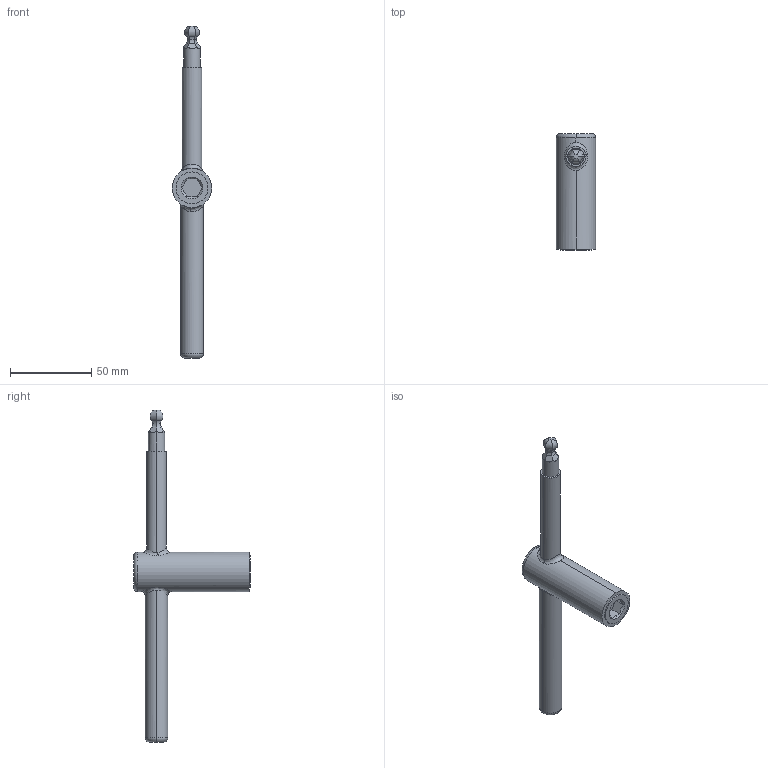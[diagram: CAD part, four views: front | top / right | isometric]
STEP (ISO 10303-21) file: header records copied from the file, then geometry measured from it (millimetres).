
FILE_DESCRIPTION (( 'STEP AP214' ), '1' );
FILE_NAME ('SW3dPS-25720.step', '2010-06-02T23:04:34', ( 'sysAdmin' ), ( 'SolidWorks' ), 'SwSTEP 2.0', 'SolidWorks 2010', '' );
FILE_SCHEMA (( 'AUTOMOTIVE_DESIGN' ));
Length unit declared in the file: inch
Products named in the file (1): SW3dPS-25720
Bounding box: 24.33 x 71.88 x 204.5 mm (x, y, z)
Volume: 55456.7 mm3; surface area: 13655.8 mm2
Topology: 1 solids, 1 shells, 56 faces, 131 edges, 80 vertices
Faces by surface type: cylinder 27, plane 19, bspline 4, torus 4, cone 2
Entity records: 5802 total; most frequent: CARTESIAN_POINT 4374, ORIENTED_EDGE 262, DIRECTION 217, EDGE_CURVE 131, AXIS2_PLACEMENT_3D 81, VERTEX_POINT 80, EDGE_LOOP 59, FACE_OUTER_BOUND 56
